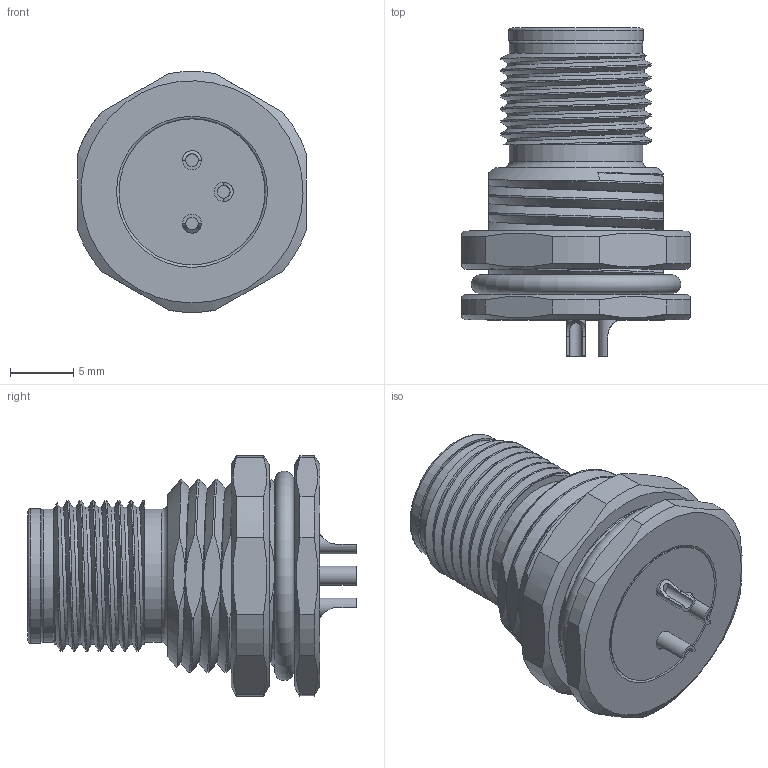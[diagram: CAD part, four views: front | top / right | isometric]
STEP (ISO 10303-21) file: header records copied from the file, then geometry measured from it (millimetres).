
FILE_DESCRIPTION(/* description */ (''),/* implementation_level */ '2;1');
FILE_NAME(/* name */ '1006010000015.prt.stp',/* time_stamp */ '2023-07-20T09:44:55+08:00',/* author */ (''),/* organization */ (''),/* preprocessor_version */ 'ST-DEVELOPER v11',/* originating_system */ 'SIEMENS PLM Software NX 7.5',/* authorisation */ '');
FILE_SCHEMA (('CONFIG_CONTROL_DESIGN'));
Length unit declared in the file: millimetre
Products named in the file (1): _model117
Bounding box: 18 x 25.85 x 18.98 mm (x, y, z)
Volume: 3059.5 mm3; surface area: 2738 mm2
Topology: 1 solids, 1 shells, 181 faces, 520 edges, 334 vertices
Faces by surface type: plane 62, cylinder 60, bspline 32, cone 14, torus 7, sphere 6
Full cylindrical faces by diameter (mm): 1 x7, 1.5 x4, 10.5 x2, 10.6 x1, 11.5 x1, 13.7 x2
Entity records: 22247 total; most frequent: CARTESIAN_POINT 18346, ORIENTED_EDGE 894, DIRECTION 631, EDGE_CURVE 447, VERTEX_POINT 303, AXIS2_PLACEMENT_3D 258, EDGE_LOOP 236, ADVANCED_FACE 181
